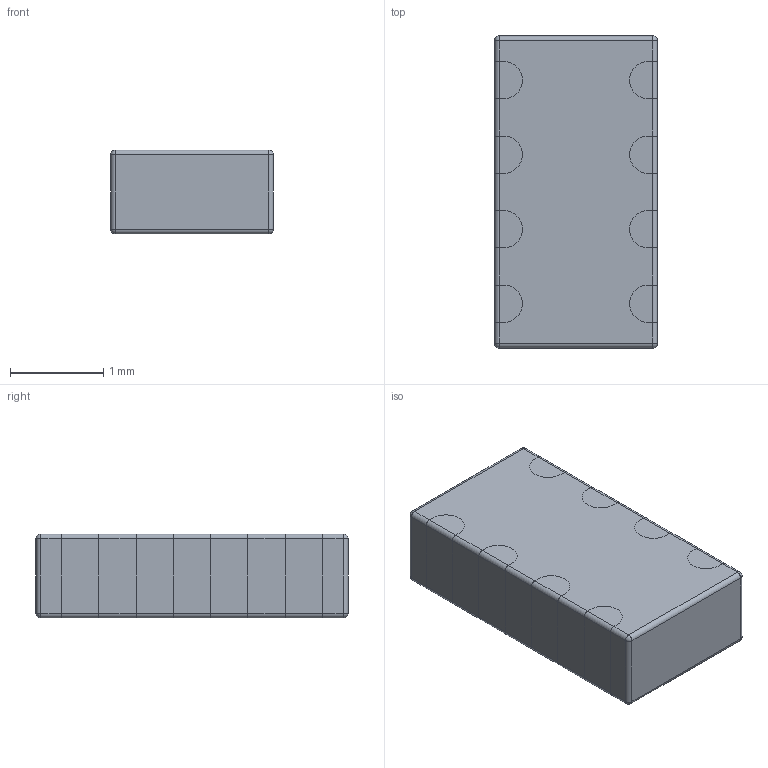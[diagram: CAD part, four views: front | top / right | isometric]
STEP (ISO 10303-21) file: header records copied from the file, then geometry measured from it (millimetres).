
FILE_DESCRIPTION((''),'2;1');
FILE_NAME('CAPCAF80P160X320X90-8N.stp','2011-08-17T10:56:09',(''),(''),'Mechanical Desktop 2011','Mechanical Desktop 2011',', , ');
FILE_SCHEMA(('AUTOMOTIVE_DESIGN { 1 2 10303 214 1 1 1 1 }'));
Length unit declared in the file: millimetre
Products named in the file (1): Product
Bounding box: 1.75 x 3.35 x 0.9 mm (x, y, z)
Volume: 5.3 mm3; surface area: 32.3 mm2
Topology: 9 solids, 9 shells, 138 faces, 344 edges, 216 vertices
Faces by surface type: cylinder 52, plane 42, bspline 36, sphere 8
Entity records: 4196 total; most frequent: CARTESIAN_POINT 911, ORIENTED_EDGE 672, DIRECTION 662, EDGE_CURVE 336, AXIS2_PLACEMENT_3D 223, VERTEX_POINT 216, VECTOR 216, LINE 216
